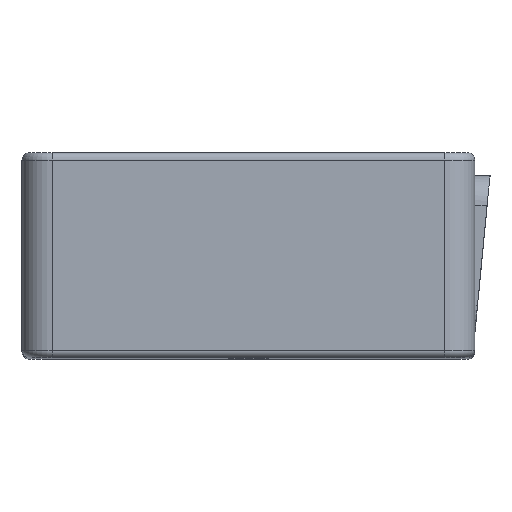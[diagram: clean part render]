
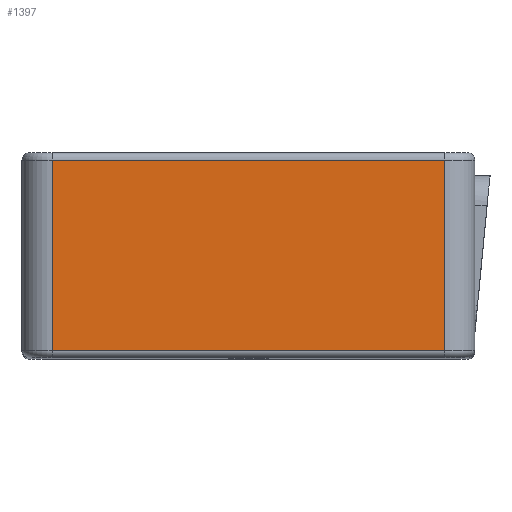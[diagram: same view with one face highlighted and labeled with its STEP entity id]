
A CAD part, top view. The second image highlights one B-rep face of the part: STEP entity #1397.
In plain terms, the highlighted planar face has unit normal (0, 0, 1).
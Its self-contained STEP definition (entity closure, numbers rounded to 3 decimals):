
#56=DIRECTION('',(1.,0.,0.));
#57=VECTOR('',#56,26.);
#58=CARTESIAN_POINT('',(-13.,-6.3,0.));
#59=LINE('',#58,#57);
#64=DIRECTION('',(0.,-1.,0.));
#65=VECTOR('',#64,12.6);
#66=CARTESIAN_POINT('',(-13.,6.3,0.));
#67=LINE('',#66,#65);
#71=DIRECTION('',(-1.,0.,0.));
#72=VECTOR('',#71,26.);
#73=CARTESIAN_POINT('',(13.,6.3,0.));
#74=LINE('',#73,#72);
#78=DIRECTION('',(0.,1.,0.));
#79=VECTOR('',#78,12.6);
#80=CARTESIAN_POINT('',(13.,-6.3,0.));
#81=LINE('',#80,#79);
#1282=CARTESIAN_POINT('',(13.,-6.3,0.));
#1283=VERTEX_POINT('',#1282);
#1286=CARTESIAN_POINT('',(-13.,-6.3,0.));
#1287=VERTEX_POINT('',#1286);
#1322=CARTESIAN_POINT('',(-13.,6.3,0.));
#1323=VERTEX_POINT('',#1322);
#1326=CARTESIAN_POINT('',(13.,6.3,0.));
#1327=VERTEX_POINT('',#1326);
#1382=CARTESIAN_POINT('',(0.,0.,0.));
#1383=DIRECTION('',(0.,0.,1.));
#1384=DIRECTION('',(1.,0.,0.));
#1385=AXIS2_PLACEMENT_3D('',#1382,#1383,#1384);
#1386=PLANE('',#1385);
#1388=ORIENTED_EDGE('',*,*,#1387,.F.);
#1390=ORIENTED_EDGE('',*,*,#1389,.F.);
#1392=ORIENTED_EDGE('',*,*,#1391,.F.);
#1394=ORIENTED_EDGE('',*,*,#1393,.F.);
#1395=EDGE_LOOP('',(#1388,#1390,#1392,#1394));
#1396=FACE_OUTER_BOUND('',#1395,.F.);
#1397=ADVANCED_FACE('',(#1396),#1386,.T.);
#1387=EDGE_CURVE('',#1287,#1283,#59,.T.);
#1389=EDGE_CURVE('',#1323,#1287,#67,.T.);
#1391=EDGE_CURVE('',#1327,#1323,#74,.T.);
#1393=EDGE_CURVE('',#1283,#1327,#81,.T.);
